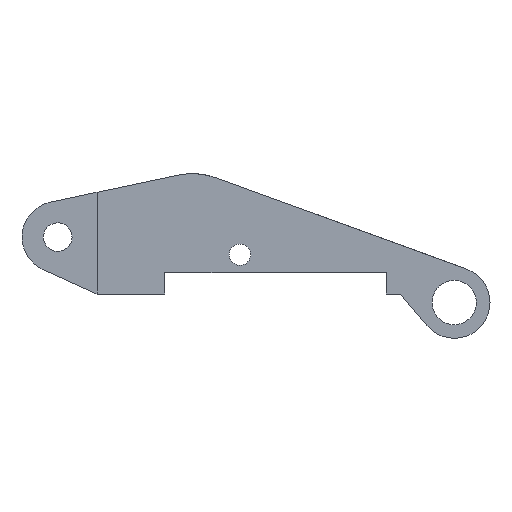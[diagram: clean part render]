
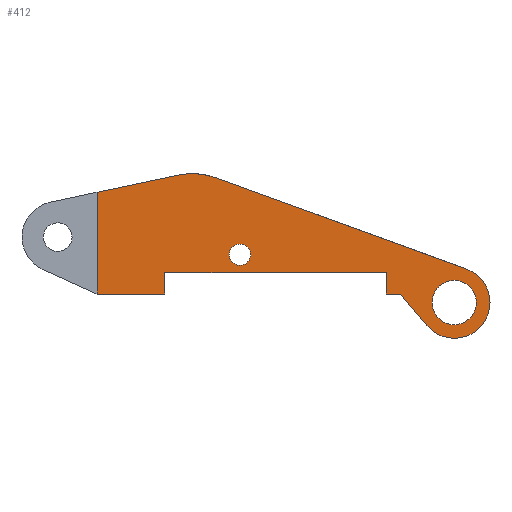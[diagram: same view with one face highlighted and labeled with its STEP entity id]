
A CAD part, front view. The second image highlights one B-rep face of the part: STEP entity #412.
In plain terms, the highlighted planar face has unit normal (0, -1, 0).
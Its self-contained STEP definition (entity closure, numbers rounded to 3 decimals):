
#57=CARTESIAN_POINT('Line Origine',(-25.,-6.,4.2)) ;
#61=CARTESIAN_POINT('Vertex',(-9.5,-6.,4.2)) ;
#63=CARTESIAN_POINT('Vertex',(-40.5,-6.,4.2)) ;
#150=CARTESIAN_POINT('Vertex',(-9.5,-6.,1.2)) ;
#153=CARTESIAN_POINT('Line Origine',(-9.5,-6.,2.7)) ;
#289=CARTESIAN_POINT('Axis2P3D Location',(0.,-6.,0.)) ;
#294=CARTESIAN_POINT('Line Origine',(-8.517,-6.,1.2)) ;
#298=CARTESIAN_POINT('Vertex',(-7.534,-6.,1.2)) ;
#301=CARTESIAN_POINT('Line Origine',(-5.682,-6.,-1.007)) ;
#305=CARTESIAN_POINT('Vertex',(-3.83,-6.,-3.214)) ;
#308=CARTESIAN_POINT('Axis2P3D Location',(0.,-6.,0.)) ;
#312=CARTESIAN_POINT('Vertex',(0.,-6.,-5.)) ;
#315=CARTESIAN_POINT('Axis2P3D Location',(0.,-6.,0.)) ;
#319=CARTESIAN_POINT('Vertex',(1.71,-6.,4.698)) ;
#322=CARTESIAN_POINT('Line Origine',(-15.792,-6.,11.069)) ;
#326=CARTESIAN_POINT('Vertex',(-33.295,-6.,17.439)) ;
#329=CARTESIAN_POINT('Axis2P3D Location',(-36.715,-6.,8.042)) ;
#333=CARTESIAN_POINT('Vertex',(-38.794,-6.,17.824)) ;
#336=CARTESIAN_POINT('Line Origine',(-44.397,-6.,16.633)) ;
#340=CARTESIAN_POINT('Vertex',(-50.,-6.,15.442)) ;
#343=CARTESIAN_POINT('Line Origine',(-50.,-6.,8.321)) ;
#347=CARTESIAN_POINT('Vertex',(-50.,-6.,1.2)) ;
#350=CARTESIAN_POINT('Line Origine',(-45.25,-6.,1.2)) ;
#354=CARTESIAN_POINT('Vertex',(-40.5,-6.,1.2)) ;
#357=CARTESIAN_POINT('Line Origine',(-40.5,-6.,2.7)) ;
#376=CARTESIAN_POINT('Axis2P3D Location',(-30.,-6.,6.7)) ;
#380=CARTESIAN_POINT('Vertex',(-28.684,-6.,7.419)) ;
#382=CARTESIAN_POINT('Vertex',(-31.316,-6.,5.981)) ;
#385=CARTESIAN_POINT('Axis2P3D Location',(-30.,-6.,6.7)) ;
#394=CARTESIAN_POINT('Axis2P3D Location',(0.,-6.,0.)) ;
#398=CARTESIAN_POINT('Vertex',(-2.721,-6.,1.486)) ;
#400=CARTESIAN_POINT('Vertex',(2.721,-6.,-1.486)) ;
#403=CARTESIAN_POINT('Axis2P3D Location',(0.,-6.,0.)) ;
#58=DIRECTION('Vector Direction',(-1.,0.,0.)) ;
#154=DIRECTION('Vector Direction',(0.,0.,-1.)) ;
#290=DIRECTION('Axis2P3D Direction',(0.,-1.,0.)) ;
#291=DIRECTION('Axis2P3D XDirection',(1.,0.,0.)) ;
#295=DIRECTION('Vector Direction',(1.,0.,0.)) ;
#302=DIRECTION('Vector Direction',(0.643,0.,-0.766)) ;
#309=DIRECTION('Axis2P3D Direction',(0.,-1.,0.)) ;
#316=DIRECTION('Axis2P3D Direction',(0.,-1.,0.)) ;
#323=DIRECTION('Vector Direction',(-0.94,0.,0.342)) ;
#330=DIRECTION('Axis2P3D Direction',(0.,-1.,0.)) ;
#337=DIRECTION('Vector Direction',(0.978,0.,0.208)) ;
#344=DIRECTION('Vector Direction',(0.,0.,-1.)) ;
#351=DIRECTION('Vector Direction',(1.,0.,0.)) ;
#358=DIRECTION('Vector Direction',(0.,0.,-1.)) ;
#377=DIRECTION('Axis2P3D Direction',(0.,-1.,0.)) ;
#386=DIRECTION('Axis2P3D Direction',(0.,-1.,0.)) ;
#395=DIRECTION('Axis2P3D Direction',(0.,-1.,0.)) ;
#404=DIRECTION('Axis2P3D Direction',(0.,-1.,0.)) ;
#292=AXIS2_PLACEMENT_3D('Plane Axis2P3D',#289,#290,#291) ;
#310=AXIS2_PLACEMENT_3D('Circle Axis2P3D',#308,#309,$) ;
#317=AXIS2_PLACEMENT_3D('Circle Axis2P3D',#315,#316,$) ;
#331=AXIS2_PLACEMENT_3D('Circle Axis2P3D',#329,#330,$) ;
#378=AXIS2_PLACEMENT_3D('Circle Axis2P3D',#376,#377,$) ;
#387=AXIS2_PLACEMENT_3D('Circle Axis2P3D',#385,#386,$) ;
#396=AXIS2_PLACEMENT_3D('Circle Axis2P3D',#394,#395,$) ;
#405=AXIS2_PLACEMENT_3D('Circle Axis2P3D',#403,#404,$) ;
#363=ORIENTED_EDGE('',*,*,#300,.T.) ;
#364=ORIENTED_EDGE('',*,*,#307,.T.) ;
#365=ORIENTED_EDGE('',*,*,#314,.T.) ;
#366=ORIENTED_EDGE('',*,*,#321,.T.) ;
#367=ORIENTED_EDGE('',*,*,#328,.T.) ;
#368=ORIENTED_EDGE('',*,*,#335,.F.) ;
#369=ORIENTED_EDGE('',*,*,#342,.F.) ;
#370=ORIENTED_EDGE('',*,*,#349,.T.) ;
#371=ORIENTED_EDGE('',*,*,#356,.T.) ;
#372=ORIENTED_EDGE('',*,*,#361,.F.) ;
#373=ORIENTED_EDGE('',*,*,#65,.F.) ;
#374=ORIENTED_EDGE('',*,*,#157,.T.) ;
#391=ORIENTED_EDGE('',*,*,#384,.F.) ;
#392=ORIENTED_EDGE('',*,*,#389,.F.) ;
#409=ORIENTED_EDGE('',*,*,#402,.F.) ;
#410=ORIENTED_EDGE('',*,*,#407,.F.) ;
#393=FACE_BOUND('',#390,.T.) ;
#411=FACE_BOUND('',#408,.T.) ;
#59=VECTOR('Line Direction',#58,1.) ;
#155=VECTOR('Line Direction',#154,1.) ;
#296=VECTOR('Line Direction',#295,1.) ;
#303=VECTOR('Line Direction',#302,1.) ;
#324=VECTOR('Line Direction',#323,1.) ;
#338=VECTOR('Line Direction',#337,1.) ;
#345=VECTOR('Line Direction',#344,1.) ;
#352=VECTOR('Line Direction',#351,1.) ;
#359=VECTOR('Line Direction',#358,1.) ;
#412=ADVANCED_FACE('',(#375,#393,#411),#293,.T.) ;
#311=CIRCLE('generated circle',#310,5.) ;
#318=CIRCLE('generated circle',#317,5.) ;
#332=CIRCLE('generated circle',#331,10.) ;
#379=CIRCLE('generated circle',#378,1.5) ;
#388=CIRCLE('generated circle',#387,1.5) ;
#397=CIRCLE('generated circle',#396,3.1) ;
#406=CIRCLE('generated circle',#405,3.1) ;
#65=EDGE_CURVE('',#62,#64,#60,.T.) ;
#157=EDGE_CURVE('',#62,#151,#156,.T.) ;
#300=EDGE_CURVE('',#151,#299,#297,.T.) ;
#307=EDGE_CURVE('',#299,#306,#304,.T.) ;
#314=EDGE_CURVE('',#306,#313,#311,.T.) ;
#321=EDGE_CURVE('',#313,#320,#318,.T.) ;
#328=EDGE_CURVE('',#320,#327,#325,.T.) ;
#335=EDGE_CURVE('',#334,#327,#332,.F.) ;
#342=EDGE_CURVE('',#341,#334,#339,.T.) ;
#349=EDGE_CURVE('',#341,#348,#346,.T.) ;
#356=EDGE_CURVE('',#348,#355,#353,.T.) ;
#361=EDGE_CURVE('',#64,#355,#360,.T.) ;
#384=EDGE_CURVE('',#381,#383,#379,.T.) ;
#389=EDGE_CURVE('',#383,#381,#388,.T.) ;
#402=EDGE_CURVE('',#399,#401,#397,.T.) ;
#407=EDGE_CURVE('',#401,#399,#406,.T.) ;
#362=EDGE_LOOP('',(#363,#364,#365,#366,#367,#368,#369,#370,#371,#372,#373,#374)) ;
#390=EDGE_LOOP('',(#391,#392)) ;
#408=EDGE_LOOP('',(#409,#410)) ;
#375=FACE_OUTER_BOUND('',#362,.T.) ;
#60=LINE('Line',#57,#59) ;
#156=LINE('Line',#153,#155) ;
#297=LINE('Line',#294,#296) ;
#304=LINE('Line',#301,#303) ;
#325=LINE('Line',#322,#324) ;
#339=LINE('Line',#336,#338) ;
#346=LINE('Line',#343,#345) ;
#353=LINE('Line',#350,#352) ;
#360=LINE('Line',#357,#359) ;
#293=PLANE('Plane',#292) ;
#62=VERTEX_POINT('',#61) ;
#64=VERTEX_POINT('',#63) ;
#151=VERTEX_POINT('',#150) ;
#299=VERTEX_POINT('',#298) ;
#306=VERTEX_POINT('',#305) ;
#313=VERTEX_POINT('',#312) ;
#320=VERTEX_POINT('',#319) ;
#327=VERTEX_POINT('',#326) ;
#334=VERTEX_POINT('',#333) ;
#341=VERTEX_POINT('',#340) ;
#348=VERTEX_POINT('',#347) ;
#355=VERTEX_POINT('',#354) ;
#381=VERTEX_POINT('',#380) ;
#383=VERTEX_POINT('',#382) ;
#399=VERTEX_POINT('',#398) ;
#401=VERTEX_POINT('',#400) ;
